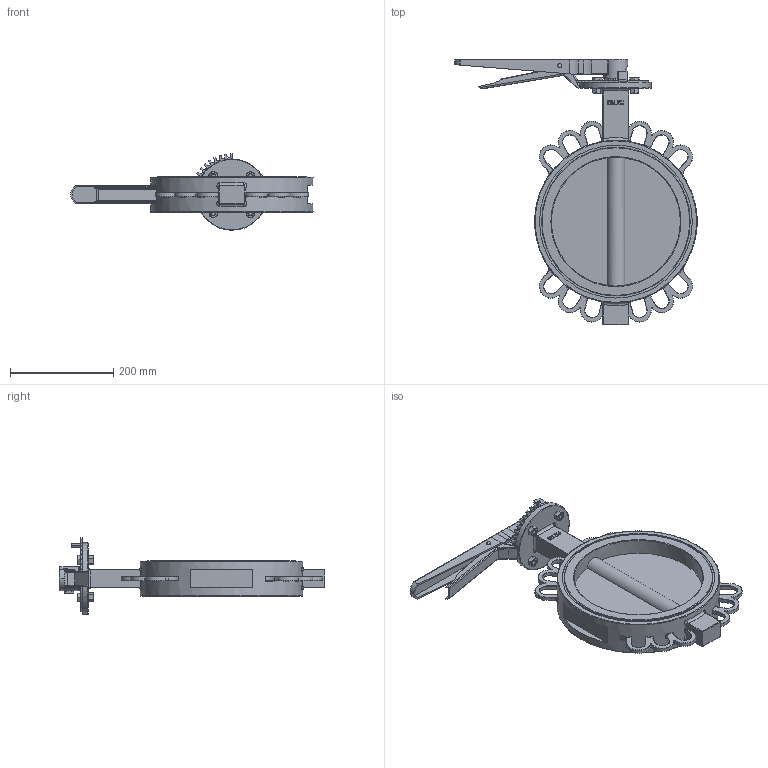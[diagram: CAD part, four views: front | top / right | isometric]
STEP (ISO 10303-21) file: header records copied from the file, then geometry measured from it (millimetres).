
FILE_DESCRIPTION(/* description */ (''),/* implementation_level */ '2;1');
FILE_NAME(/* name */ 'DN250_3D_STEP.stp',/* time_stamp */ '2025-09-24T00:36:40+03:00',/* author */ ('igorr'),/* organization */ (''),/* preprocessor_version */ 'ST-DEVELOPER v20',/* originating_system */ 'Autodesk Inventor 2025',/* authorisation */ '');
FILE_SCHEMA (('AUTOMOTIVE_DESIGN { 1 0 10303 214 3 1 1 }'));
Length unit declared in the file: millimetre
Products named in the file (9): Сборка1; Деталь1; Сборка1_1; Деталь3; Деталь4; Деталь5; AS 1110 - M10 x 16; ANSI B18.2.4.2M - M10x1,5; AS 1110 - M10 x 16_1
Assembly tree (14 placements, depth 3):
  Сборка1
    Деталь1
    Сборка1_1
      Деталь3
      Деталь4
      Деталь5
      AS 1110 - M10 x 16
    ANSI B18.2.4.2M - M10x1,5  x4
    AS 1110 - M10 x 16_1  x4
Bounding box: 469.5 x 514.7 x 148.1 mm (x, y, z)
Volume: 3166134.3 mm3; surface area: 506863.7 mm2
Topology: 13 solids, 13 shells, 1001 faces, 2510 edges, 1490 vertices
Faces by surface type: plane 329, cylinder 297, torus 183, cone 93, bspline 91, sphere 8
Full cylindrical faces by diameter (mm): 4.68 x1, 7.8 x5, 8.376 x4, 10 x5, 12 x4, 15.6 x2, 16 x5, 42.723 x1, 43.68 x1, 46.8 x1, 138 x1, 250 x2, 288 x2, 296 x2, 315 x1
Entity records: 30946 total; most frequent: CARTESIAN_POINT 9321, DIRECTION 4373, ORIENTED_EDGE 4298, EDGE_CURVE 2149, AXIS2_PLACEMENT_3D 1733, VERTEX_POINT 1313, EDGE_LOOP 934, LINE 907
